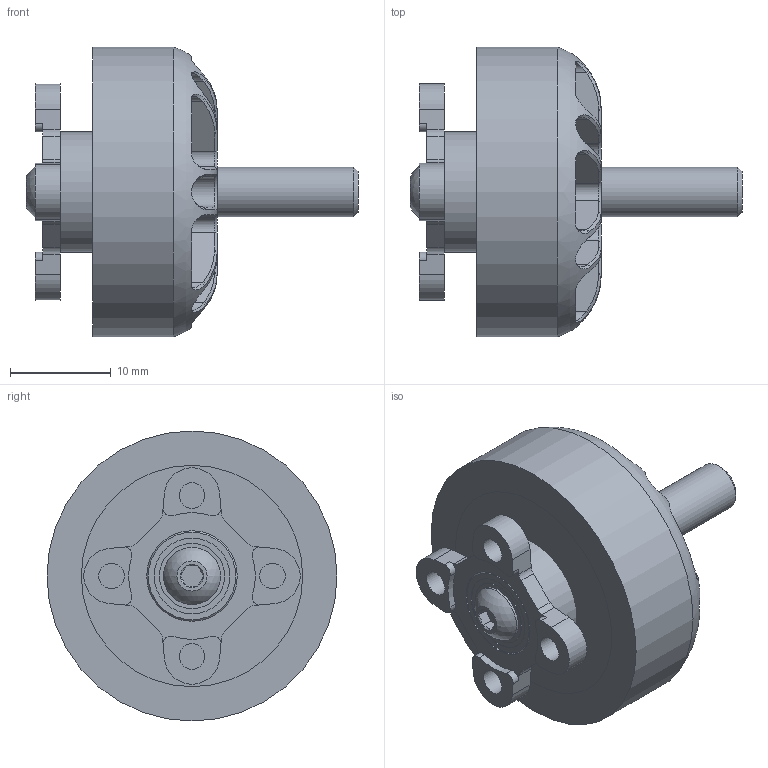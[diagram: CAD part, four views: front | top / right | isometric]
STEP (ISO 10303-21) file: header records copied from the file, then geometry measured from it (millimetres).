
FILE_DESCRIPTION(/* description */ (''),/* implementation_level */ '2;1');
FILE_NAME(/* name */ 'Just ''Cuz 2306.5 1000kV Motor v6.step',/* time_stamp */ '2022-12-28T19:00:24-05:00',/* author */ (''),/* organization */ (''),/* preprocessor_version */ 'ST-DEVELOPER v19.2',/* originating_system */ 'Autodesk Translation Framework v11.17.0.187',/* authorisation */ '');
FILE_SCHEMA (('AUTOMOTIVE_DESIGN { 1 0 10303 214 3 1 1 }'));
Length unit declared in the file: millimetre
Products named in the file (3): Just 'Cuz 2306.5 1000kV Motor; 7804K105_Stainless Steel Ball Bearing; 92095A179_NO THREADS
Assembly tree (2 placements, depth 2):
  Just 'Cuz 2306.5 1000kV Motor
    7804K105_Stainless Steel Ball Bearing
    92095A179_NO THREADS
Bounding box: 33 x 28.82 x 28.82 mm (x, y, z)
Volume: 8029.9 mm3; surface area: 6539.7 mm2
Topology: 19 solids, 19 shells, 321 faces, 795 edges, 496 vertices
Faces by surface type: plane 103, bspline 90, cylinder 82, cone 30, sphere 13, torus 3
Full cylindrical faces by diameter (mm): 2.529 x4, 3 x1, 4.901 x1, 5 x1, 5.7 x1, 6.473 x4, 7.527 x4, 9 x2, 12 x1, 22 x2, 28.82 x1
Entity records: 11625 total; most frequent: CARTESIAN_POINT 4455, ORIENTED_EDGE 1542, DIRECTION 1266, EDGE_CURVE 771, VERTEX_POINT 496, AXIS2_PLACEMENT_3D 445, LINE 376, VECTOR 376
